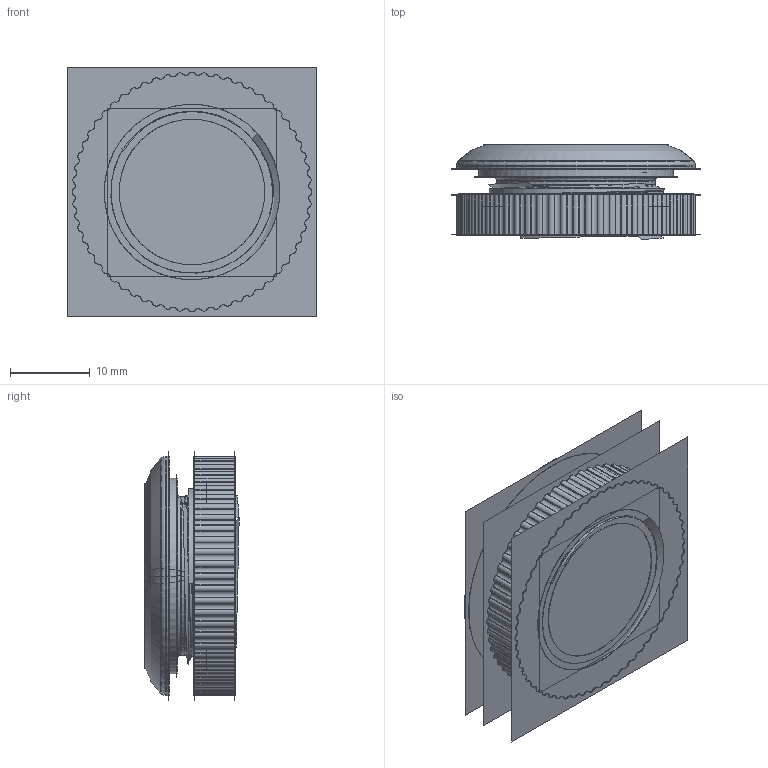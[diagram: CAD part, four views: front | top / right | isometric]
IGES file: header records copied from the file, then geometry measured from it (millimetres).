
Start section:  PTC IGES file: 141615.igs
Global section: file name: 141615.igs; native system: Creo Parametric by Parametric Technology Corporation; preprocessor: 2013230; author: pdmadmin; organization: Unknown; date: 20150916.125127; units: millimetre
Bounding box: 31.2 x 11.83 x 31.22 mm (x, y, z)
Volume: 3609.7 mm3; surface area: 25487.7 mm2
Topology: 2 solids, 2 shells, 386 faces, 2168 edges, 2848 vertices
Faces by surface type: revolution 332, bspline 54
